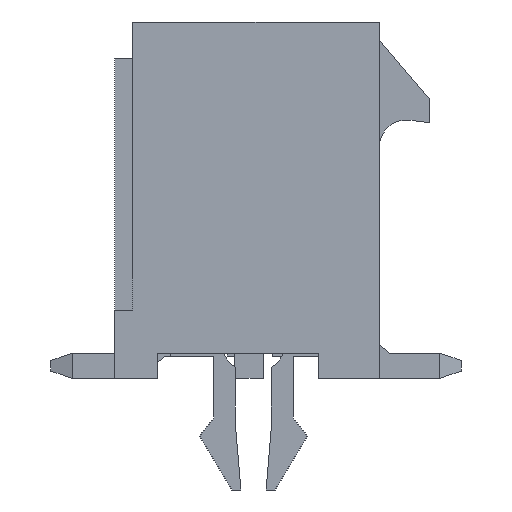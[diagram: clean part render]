
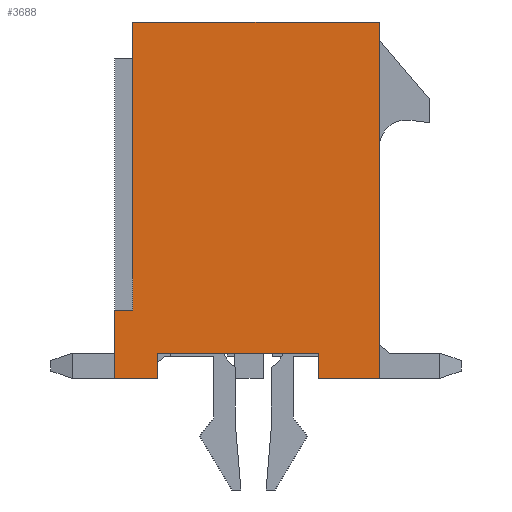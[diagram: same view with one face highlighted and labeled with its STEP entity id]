
A CAD part, left-side view. The second image highlights one B-rep face of the part: STEP entity #3688.
In plain terms, the highlighted planar face has unit normal (-1, 0, 0).
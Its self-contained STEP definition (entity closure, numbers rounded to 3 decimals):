
#388=ORIENTED_EDGE('',*,*,#1413,.F.);
#389=ORIENTED_EDGE('',*,*,#1414,.T.);
#390=ORIENTED_EDGE('',*,*,#1313,.T.);
#391=ORIENTED_EDGE('',*,*,#1257,.T.);
#392=ORIENTED_EDGE('',*,*,#1250,.T.);
#393=ORIENTED_EDGE('',*,*,#1405,.T.);
#394=ORIENTED_EDGE('',*,*,#1392,.T.);
#395=ORIENTED_EDGE('',*,*,#1415,.F.);
#396=ORIENTED_EDGE('',*,*,#1416,.T.);
#397=ORIENTED_EDGE('',*,*,#1367,.T.);
#1250=EDGE_CURVE('',#1777,#1776,#2147,.T.);
#1257=EDGE_CURVE('',#1783,#1777,#2154,.T.);
#1313=EDGE_CURVE('',#1833,#1783,#2210,.T.);
#1367=EDGE_CURVE('',#1882,#1881,#2264,.T.);
#1392=EDGE_CURVE('',#1901,#1900,#2289,.T.);
#1405=EDGE_CURVE('',#1776,#1901,#2302,.T.);
#1413=EDGE_CURVE('',#1911,#1881,#2310,.T.);
#1414=EDGE_CURVE('',#1911,#1833,#2311,.T.);
#1415=EDGE_CURVE('',#1912,#1900,#2312,.T.);
#1416=EDGE_CURVE('',#1912,#1882,#2313,.T.);
#1776=VERTEX_POINT('',#5227);
#1777=VERTEX_POINT('',#5229);
#1783=VERTEX_POINT('',#5243);
#1833=VERTEX_POINT('',#5351);
#1881=VERTEX_POINT('',#5459);
#1882=VERTEX_POINT('',#5461);
#1900=VERTEX_POINT('',#5504);
#1901=VERTEX_POINT('',#5506);
#1911=VERTEX_POINT('',#5540);
#1912=VERTEX_POINT('',#5543);
#2147=LINE('',#5228,#2674);
#2154=LINE('',#5242,#2681);
#2210=LINE('',#5354,#2737);
#2264=LINE('',#5460,#2791);
#2289=LINE('',#5505,#2816);
#2302=LINE('',#5528,#2829);
#2310=LINE('',#5539,#2837);
#2311=LINE('',#5541,#2838);
#2312=LINE('',#5542,#2839);
#2313=LINE('',#5544,#2840);
#2674=VECTOR('',#4223,1000.);
#2681=VECTOR('',#4232,1000.);
#2737=VECTOR('',#4296,1000.);
#2791=VECTOR('',#4360,1000.);
#2816=VECTOR('',#4387,1000.);
#2829=VECTOR('',#4402,1000.);
#2837=VECTOR('',#4414,1000.);
#2838=VECTOR('',#4415,1000.);
#2839=VECTOR('',#4416,1000.);
#2840=VECTOR('',#4417,1000.);
#3134=EDGE_LOOP('',(#388,#389,#390,#391,#392,#393,#394,#395,#396,#397));
#3325=FACE_BOUND('',#3134,.T.);
#3511=PLANE('',#3912);
#3688=ADVANCED_FACE('',(#3325),#3511,.T.);
#3912=AXIS2_PLACEMENT_3D('',#5538,#4412,#4413);
#4223=DIRECTION('',(0.,0.,1.));
#4232=DIRECTION('',(0.,-1.,0.));
#4296=DIRECTION('',(0.,0.,-1.));
#4360=DIRECTION('',(0.,-1.,0.));
#4387=DIRECTION('',(0.,0.,-1.));
#4402=DIRECTION('',(0.,1.,0.));
#4412=DIRECTION('',(-1.,0.,0.));
#4413=DIRECTION('',(0.,0.,1.));
#4414=DIRECTION('',(0.,0.,-1.));
#4415=DIRECTION('',(0.,-1.,0.));
#4416=DIRECTION('',(0.,-1.,0.));
#4417=DIRECTION('',(0.,0.,-1.));
#5227=CARTESIAN_POINT('',(-3.35,-3.43,4.95));
#5228=CARTESIAN_POINT('',(-3.35,-3.43,-4.95));
#5229=CARTESIAN_POINT('',(-3.35,-3.43,-4.95));
#5242=CARTESIAN_POINT('',(-3.35,3.43,-4.95));
#5243=CARTESIAN_POINT('',(-3.35,-1.73,-4.95));
#5351=CARTESIAN_POINT('',(-3.35,-1.73,-4.25));
#5354=CARTESIAN_POINT('',(-3.35,-1.73,-3.95));
#5459=CARTESIAN_POINT('',(-3.35,2.73,-4.95));
#5460=CARTESIAN_POINT('',(-3.35,3.43,-4.95));
#5461=CARTESIAN_POINT('',(-3.35,3.93,-4.95));
#5504=CARTESIAN_POINT('',(-3.35,3.43,-3.05));
#5505=CARTESIAN_POINT('',(-3.35,3.43,4.95));
#5506=CARTESIAN_POINT('',(-3.35,3.43,4.95));
#5528=CARTESIAN_POINT('',(-3.35,-3.43,4.95));
#5538=CARTESIAN_POINT('',(-3.35,0.,0.));
#5539=CARTESIAN_POINT('',(-3.35,2.73,-3.95));
#5540=CARTESIAN_POINT('',(-3.35,2.73,-4.25));
#5541=CARTESIAN_POINT('',(-3.35,2.73,-4.25));
#5542=CARTESIAN_POINT('',(-3.35,3.93,-3.05));
#5543=CARTESIAN_POINT('',(-3.35,3.93,-3.05));
#5544=CARTESIAN_POINT('',(-3.35,3.93,-3.05));
